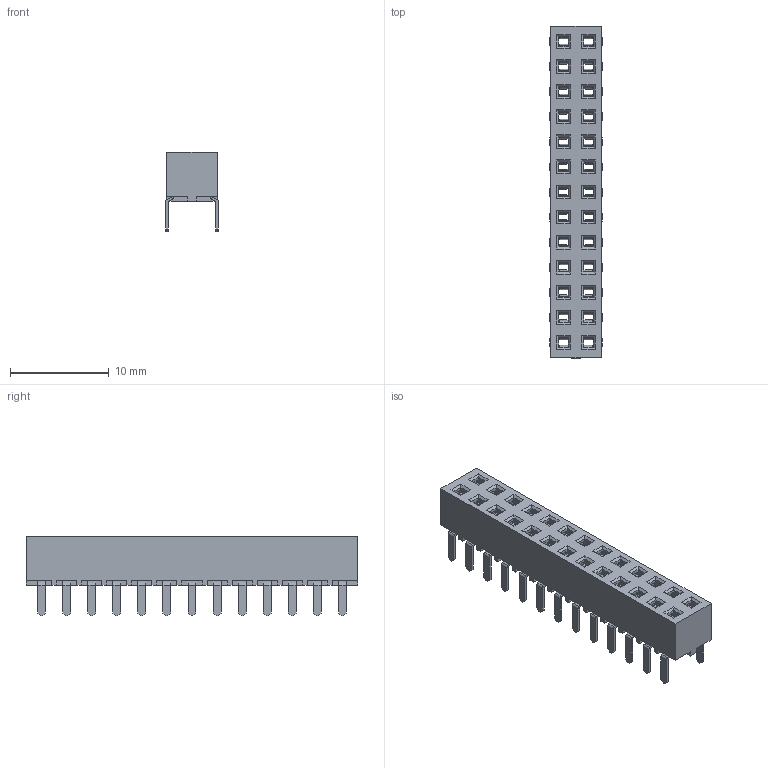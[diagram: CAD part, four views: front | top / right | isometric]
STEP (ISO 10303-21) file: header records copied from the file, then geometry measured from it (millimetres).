
FILE_DESCRIPTION(/* description */ ('Unknown'),/* implementation_level */ '2;1');
FILE_NAME(/* name */ 'J_Wurth_WR-PHD_61302625721',/* time_stamp */ '2025-04-18T14:26:34+08:00',/* author */ ('Unknown'),/* organization */ ('Unknown'),/* preprocessor_version */ 'ST-DEVELOPER v19.4',/* originating_system */ 'Solid Edge',/* authorisation */ 'Unknown');
FILE_SCHEMA (('AUTOMOTIVE_DESIGN {1 0 10303 214 3 1 1}'));
Products named in the file (2): J_Wurth_WR-PHD_61302625721
Assembly tree (1 placements, depth 2):
  J_Wurth_WR-PHD_61302625721
    J_Wurth_WR-PHD_61302625721
Bounding box: 5.33 x 33.62 x 8.1 mm (x, y, z)
Volume: 535 mm3; surface area: 2132.3 mm2
Topology: 1 solids, 1 shells, 2164 faces, 6070 edges, 3856 vertices
Faces by surface type: plane 1332, cylinder 832
Entity records: 84846 total; most frequent: CARTESIAN_POINT 13184, ORIENTED_EDGE 12140, DIRECTION 11546, EDGE_CURVE 6070, LINE 4302, VECTOR 4302, VERTEX_POINT 3856, AXIS2_PLACEMENT_3D 3622
